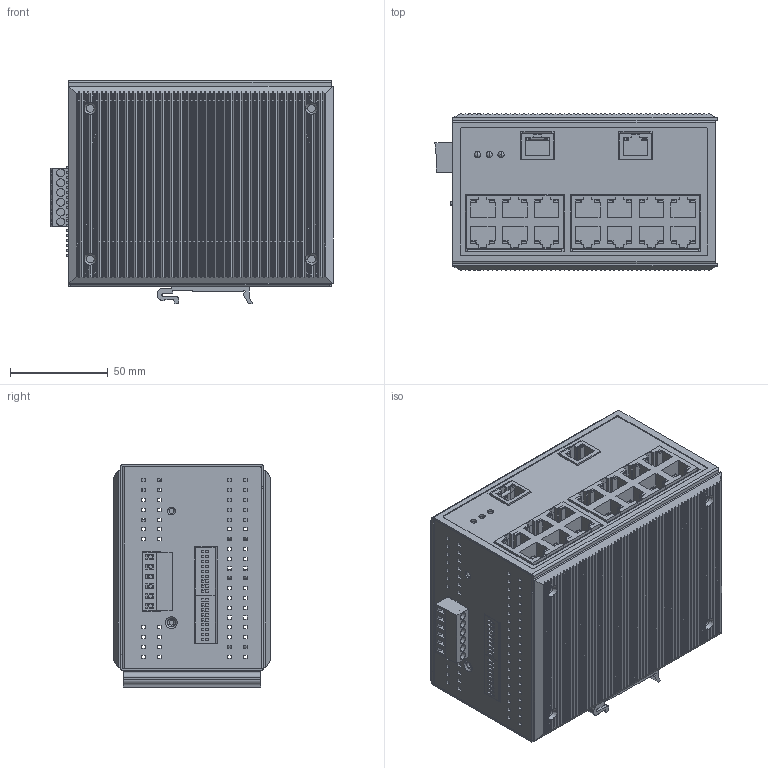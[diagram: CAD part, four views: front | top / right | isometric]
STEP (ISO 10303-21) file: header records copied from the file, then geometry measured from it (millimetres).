
FILE_DESCRIPTION((''),'2;1');
FILE_NAME('EDS-316_ALL_ASM','2017-04-17T',('YoungMH_Yang'),('PTC'),'PRO/ENGINEER BY PARAMETRIC TECHNOLOGY CORPORATION, 2013230','PRO/ENGINEER BY PARAMETRIC TECHNOLOGY CORPORATION, 2013230','');
FILE_SCHEMA(('AUTOMOTIVE_DESIGN { 1 0 10303 214 1 1 1 1 }'));
Products named in the file (21): EDS-316_PCB; 1126005082900_RJ45_E5J88_2X3_90; 1126005082600_RJ45_E5J88_2X4_90; SW_9SW_DIP90D; 1109000040700_TACKSW; HR_DIP180M_2X18; EDS-316_PCB_ASM; 1126005082800_RJ45_E5J88_8P8C; 1126002218000_HR_DIP180F_2X18; 1106999996600_LED_GREEN3MM_DIP; PCB-TERMINAL_PCB-2; EDS-316_PCB_2_ASM; EDS-316_PCB_ALL_ASM; EDS-316_BOT; EDS-316_TOP; IPS-1510_RIGHT-ALMINUM; IPS-1510_LEFT-ALMINUM; 1111000003100_TERMINAL_FM_6P; DIN_RAIL-KIT2; AL; EDS-316_ALL_ASM
Assembly tree (27 placements, depth 4):
  EDS-316_ALL_ASM
    EDS-316_PCB_ALL_ASM
      EDS-316_PCB_ASM
        EDS-316_PCB
        1126005082900_RJ45_E5J88_2X3_90
        1126005082600_RJ45_E5J88_2X4_90
        SW_9SW_DIP90D  x2
        1109000040700_TACKSW
        HR_DIP180M_2X18
      EDS-316_PCB_2_ASM
        1126005082800_RJ45_E5J88_8P8C  x2
        1126002218000_HR_DIP180F_2X18
        1106999996600_LED_GREEN3MM_DIP  x5
        PCB-TERMINAL_PCB-2  x2
    EDS-316_BOT
    EDS-316_TOP
    IPS-1510_RIGHT-ALMINUM
    IPS-1510_LEFT-ALMINUM
    1111000003100_TERMINAL_FM_6P
    DIN_RAIL-KIT2
    AL
Bounding box: 144.05 x 80.18 x 113.9 mm (x, y, z)
Volume: 273809.3 mm3; surface area: 267257.8 mm2
Topology: 31 solids, 31 shells, 4809 faces, 12068 edges, 7845 vertices
Faces by surface type: plane 3409, cylinder 1318, torus 38, cone 34, bspline 10
Entity records: 146927 total; most frequent: CARTESIAN_POINT 23508, ORIENTED_EDGE 21352, DIRECTION 20688, EDGE_CURVE 10676, VECTOR 8024, LINE 8024, VERTEX_POINT 6929, AXIS2_PLACEMENT_3D 6332
